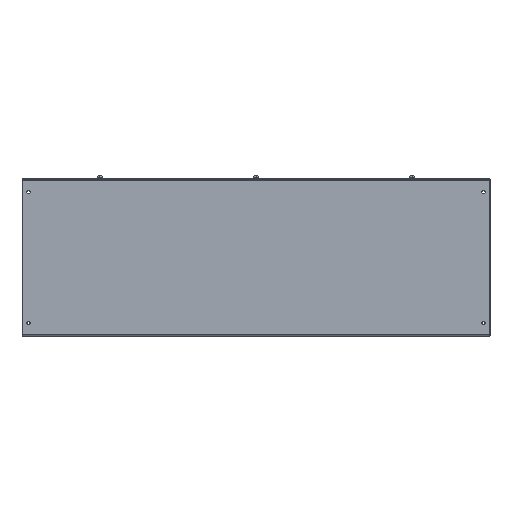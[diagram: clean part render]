
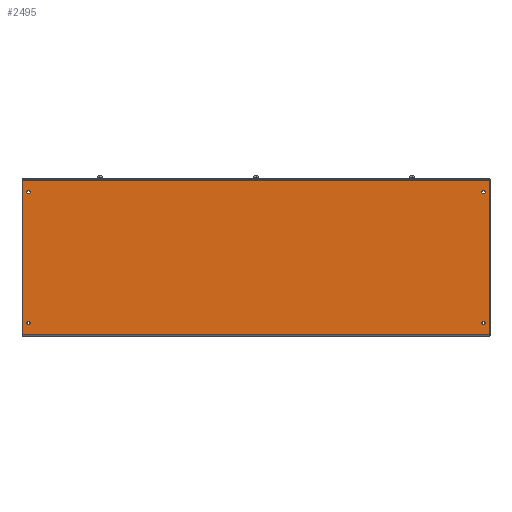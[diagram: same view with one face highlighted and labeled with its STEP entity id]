
A CAD part, left-side view. The second image highlights one B-rep face of the part: STEP entity #2495.
In plain terms, the highlighted planar face has unit normal (-1, 0, 0).
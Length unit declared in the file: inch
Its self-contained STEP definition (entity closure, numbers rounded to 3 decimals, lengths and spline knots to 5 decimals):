
#85 = EDGE_LOOP ( 'NONE', ( #3655, #3009 ) ) ;
#88 = AXIS2_PLACEMENT_3D ( 'NONE', #2528, #2429, #466 ) ;
#164 = ORIENTED_EDGE ( 'NONE', *, *, #2293, .F. ) ;
#249 = DIRECTION ( 'NONE',  ( -1., 0., 0. ) ) ;
#361 = EDGE_CURVE ( 'NONE', #1994, #2774, #1036, .T. ) ;
#466 = DIRECTION ( 'NONE',  ( 0., 0., -1. ) ) ;
#515 = VERTEX_POINT ( 'NONE', #5178 ) ;
#545 = VECTOR ( 'NONE', #1667, 39.37008 ) ;
#779 = AXIS2_PLACEMENT_3D ( 'NONE', #5612, #8302, #6361 ) ;
#995 = DIRECTION ( 'NONE',  ( -1., 0., 0. ) ) ;
#1036 = CIRCLE ( 'NONE', #5533, 0.133 ) ;
#1060 = EDGE_CURVE ( 'NONE', #1104, #4439, #6887, .T. ) ;
#1076 = FACE_BOUND ( 'NONE', #6143, .T. ) ;
#1078 = DIRECTION ( 'NONE',  ( 0., 0., 1. ) ) ;
#1094 = CARTESIAN_POINT ( 'NONE',  ( -6.072, -17.5, 0.867 ) ) ;
#1104 = VERTEX_POINT ( 'NONE', #6225 ) ;
#1236 = ORIENTED_EDGE ( 'NONE', *, *, #8007, .F. ) ;
#1321 = ORIENTED_EDGE ( 'NONE', *, *, #1060, .F. ) ;
#1336 = CIRCLE ( 'NONE', #7946, 0.133 ) ;
#1513 = DIRECTION ( 'NONE',  ( 0., 0., 1. ) ) ;
#1534 = LINE ( 'NONE', #3740, #545 ) ;
#1623 = AXIS2_PLACEMENT_3D ( 'NONE', #2392, #995, #1078 ) ;
#1667 = DIRECTION ( 'NONE',  ( 0., 0., -1. ) ) ;
#1682 = CIRCLE ( 'NONE', #6616, 0.133 ) ;
#1824 = AXIS2_PLACEMENT_3D ( 'NONE', #4756, #4834, #6163 ) ;
#1994 = VERTEX_POINT ( 'NONE', #7581 ) ;
#2002 = CARTESIAN_POINT ( 'NONE',  ( -6.072, -18., 0.072 ) ) ;
#2074 = DIRECTION ( 'NONE',  ( 0., 1., 0. ) ) ;
#2228 = EDGE_LOOP ( 'NONE', ( #8036, #7279 ) ) ;
#2293 = EDGE_CURVE ( 'NONE', #7181, #4802, #7513, .T. ) ;
#2347 = EDGE_CURVE ( 'NONE', #515, #7039, #1336, .T. ) ;
#2392 = CARTESIAN_POINT ( 'NONE',  ( -6.072, -17.5, 11.072 ) ) ;
#2429 = DIRECTION ( 'NONE',  ( 1., 0., 0. ) ) ;
#2457 = VERTEX_POINT ( 'NONE', #2927 ) ;
#2461 = EDGE_CURVE ( 'NONE', #8131, #4654, #2740, .T. ) ;
#2495 = ADVANCED_FACE ( 'NONE', ( #7284, #5971, #7237, #3811, #1076 ), #8571, .F. ) ;
#2528 = CARTESIAN_POINT ( 'NONE',  ( -6.072, -18., 0.0625 ) ) ;
#2585 = CARTESIAN_POINT ( 'NONE',  ( -6.072, 17.5, 1. ) ) ;
#2628 = EDGE_LOOP ( 'NONE', ( #1321, #5355, #1236, #2936 ) ) ;
#2715 = EDGE_CURVE ( 'NONE', #4654, #8131, #6254, .T. ) ;
#2740 = CIRCLE ( 'NONE', #779, 0.133 ) ;
#2774 = VERTEX_POINT ( 'NONE', #2960 ) ;
#2927 = CARTESIAN_POINT ( 'NONE',  ( -6.072, -18., 0.108 ) ) ;
#2936 = ORIENTED_EDGE ( 'NONE', *, *, #6281, .T. ) ;
#2952 = CIRCLE ( 'NONE', #1824, 0.133 ) ;
#2960 = CARTESIAN_POINT ( 'NONE',  ( -6.072, 17.5, 1.133 ) ) ;
#3009 = ORIENTED_EDGE ( 'NONE', *, *, #361, .F. ) ;
#3181 = ORIENTED_EDGE ( 'NONE', *, *, #8282, .F. ) ;
#3340 = CARTESIAN_POINT ( 'NONE',  ( -6.072, -18., 11.964 ) ) ;
#3454 = CIRCLE ( 'NONE', #1623, 0.133 ) ;
#3456 = DIRECTION ( 'NONE',  ( 0., 0., 1. ) ) ;
#3559 = EDGE_CURVE ( 'NONE', #4802, #7181, #3454, .T. ) ;
#3655 = ORIENTED_EDGE ( 'NONE', *, *, #8518, .F. ) ;
#3740 = CARTESIAN_POINT ( 'NONE',  ( -6.072, 18., 0.072 ) ) ;
#3811 = FACE_BOUND ( 'NONE', #85, .T. ) ;
#3969 = CARTESIAN_POINT ( 'NONE',  ( -6.072, -17.5, 1.133 ) ) ;
#4212 = VECTOR ( 'NONE', #2074, 39.37008 ) ;
#4244 = CARTESIAN_POINT ( 'NONE',  ( -6.072, -18., 11.964 ) ) ;
#4439 = VERTEX_POINT ( 'NONE', #3340 ) ;
#4654 = VERTEX_POINT ( 'NONE', #1094 ) ;
#4756 = CARTESIAN_POINT ( 'NONE',  ( -6.072, 17.5, 11.072 ) ) ;
#4802 = VERTEX_POINT ( 'NONE', #8219 ) ;
#4834 = DIRECTION ( 'NONE',  ( -1., 0., 0. ) ) ;
#4844 = LINE ( 'NONE', #5375, #4212 ) ;
#4982 = DIRECTION ( 'NONE',  ( -1., 0., 0. ) ) ;
#5178 = CARTESIAN_POINT ( 'NONE',  ( -6.072, 17.5, 10.939 ) ) ;
#5326 = DIRECTION ( 'NONE',  ( -1., 0., 0. ) ) ;
#5355 = ORIENTED_EDGE ( 'NONE', *, *, #6333, .T. ) ;
#5357 = CARTESIAN_POINT ( 'NONE',  ( -6.072, -17.5, 10.939 ) ) ;
#5375 = CARTESIAN_POINT ( 'NONE',  ( -6.072, -18., 0.108 ) ) ;
#5389 = VECTOR ( 'NONE', #6103, 39.37008 ) ;
#5519 = CARTESIAN_POINT ( 'NONE',  ( -6.072, -17.5, 11.072 ) ) ;
#5533 = AXIS2_PLACEMENT_3D ( 'NONE', #6043, #5326, #6654 ) ;
#5594 = VECTOR ( 'NONE', #6209, 39.37008 ) ;
#5612 = CARTESIAN_POINT ( 'NONE',  ( -6.072, -17.5, 1. ) ) ;
#5645 = DIRECTION ( 'NONE',  ( 0., 0., 1. ) ) ;
#5653 = CARTESIAN_POINT ( 'NONE',  ( -6.072, 17.5, 11.072 ) ) ;
#5888 = DIRECTION ( 'NONE',  ( -1., 0., 0. ) ) ;
#5922 = LINE ( 'NONE', #2002, #5594 ) ;
#5971 = FACE_BOUND ( 'NONE', #2228, .T. ) ;
#6043 = CARTESIAN_POINT ( 'NONE',  ( -6.072, 17.5, 1. ) ) ;
#6103 = DIRECTION ( 'NONE',  ( 0., -1., 0. ) ) ;
#6143 = EDGE_LOOP ( 'NONE', ( #3181, #8634 ) ) ;
#6163 = DIRECTION ( 'NONE',  ( 0., 0., 1. ) ) ;
#6209 = DIRECTION ( 'NONE',  ( 0., 0., 1. ) ) ;
#6225 = CARTESIAN_POINT ( 'NONE',  ( -6.072, 18., 11.964 ) ) ;
#6254 = CIRCLE ( 'NONE', #6540, 0.133 ) ;
#6281 = EDGE_CURVE ( 'NONE', #2457, #4439, #5922, .T. ) ;
#6333 = EDGE_CURVE ( 'NONE', #1104, #7828, #1534, .T. ) ;
#6361 = DIRECTION ( 'NONE',  ( 0., 0., 1. ) ) ;
#6540 = AXIS2_PLACEMENT_3D ( 'NONE', #7629, #4982, #5645 ) ;
#6550 = CARTESIAN_POINT ( 'NONE',  ( -6.072, 17.5, 11.205 ) ) ;
#6616 = AXIS2_PLACEMENT_3D ( 'NONE', #2585, #5888, #8626 ) ;
#6654 = DIRECTION ( 'NONE',  ( 0., 0., 1. ) ) ;
#6680 = EDGE_LOOP ( 'NONE', ( #7231, #164 ) ) ;
#6807 = DIRECTION ( 'NONE',  ( -1., 0., 0. ) ) ;
#6887 = LINE ( 'NONE', #4244, #5389 ) ;
#7039 = VERTEX_POINT ( 'NONE', #6550 ) ;
#7181 = VERTEX_POINT ( 'NONE', #5357 ) ;
#7231 = ORIENTED_EDGE ( 'NONE', *, *, #3559, .F. ) ;
#7237 = FACE_BOUND ( 'NONE', #6680, .T. ) ;
#7279 = ORIENTED_EDGE ( 'NONE', *, *, #2715, .F. ) ;
#7284 = FACE_OUTER_BOUND ( 'NONE', #2628, .T. ) ;
#7513 = CIRCLE ( 'NONE', #7794, 0.133 ) ;
#7581 = CARTESIAN_POINT ( 'NONE',  ( -6.072, 17.5, 0.867 ) ) ;
#7629 = CARTESIAN_POINT ( 'NONE',  ( -6.072, -17.5, 1. ) ) ;
#7794 = AXIS2_PLACEMENT_3D ( 'NONE', #5519, #6807, #3456 ) ;
#7828 = VERTEX_POINT ( 'NONE', #7892 ) ;
#7892 = CARTESIAN_POINT ( 'NONE',  ( -6.072, 18., 0.108 ) ) ;
#7946 = AXIS2_PLACEMENT_3D ( 'NONE', #5653, #249, #1513 ) ;
#8007 = EDGE_CURVE ( 'NONE', #2457, #7828, #4844, .T. ) ;
#8036 = ORIENTED_EDGE ( 'NONE', *, *, #2461, .F. ) ;
#8131 = VERTEX_POINT ( 'NONE', #3969 ) ;
#8219 = CARTESIAN_POINT ( 'NONE',  ( -6.072, -17.5, 11.205 ) ) ;
#8282 = EDGE_CURVE ( 'NONE', #7039, #515, #2952, .T. ) ;
#8302 = DIRECTION ( 'NONE',  ( -1., 0., 0. ) ) ;
#8518 = EDGE_CURVE ( 'NONE', #2774, #1994, #1682, .T. ) ;
#8571 = PLANE ( 'NONE',  #88 ) ;
#8626 = DIRECTION ( 'NONE',  ( 0., 0., 1. ) ) ;
#8634 = ORIENTED_EDGE ( 'NONE', *, *, #2347, .F. ) ;
